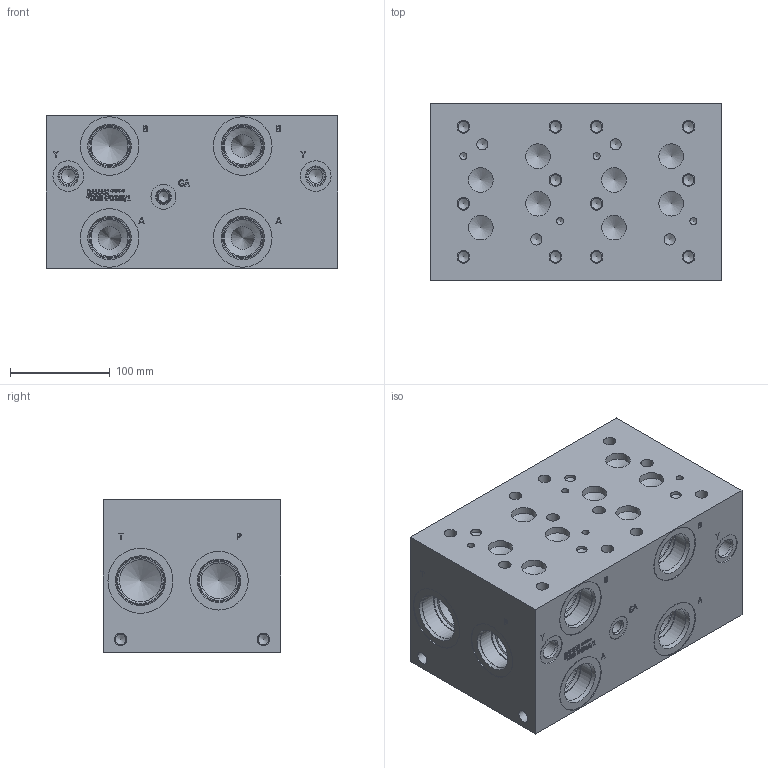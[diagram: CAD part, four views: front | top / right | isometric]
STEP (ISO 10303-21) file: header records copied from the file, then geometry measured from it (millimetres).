
FILE_DESCRIPTION(/* description */ (''),/* implementation_level */ '2;1');
FILE_NAME(/* name */ '_D08HP025S_1.stp',/* time_stamp */ '2021-07-13T12:07:06-04:00',/* author */ ('anthonyv'),/* organization */ (''),/* preprocessor_version */ 'ST-DEVELOPER v18.1',/* originating_system */ 'Autodesk Inventor 2021',/* authorisation */ '');
FILE_SCHEMA (('AUTOMOTIVE_DESIGN { 1 0 10303 214 3 1 1 }'));
Length unit declared in the file: millimetre
Products named in the file (1): Part_AD08HP025S_1_3D
Bounding box: 292.1 x 177.8 x 152.4 mm (x, y, z)
Volume: 7346463.9 mm3; surface area: 320599.6 mm2
Topology: 1 solids, 1 shells, 797 faces, 2167 edges, 1467 vertices
Faces by surface type: plane 435, bspline 166, cylinder 112, cone 84
Full cylindrical faces by diameter (mm): 7.137 x4, 9.525 x2, 9.881 x2, 10.719 x17, 11.125 x6, 12.395 x1, 12.7 x16, 12.9 x1, 14.275 x3, 14.529 x1, 17.501 x2, 19.05 x2, 19.253 x2, 21.285 x2, 24.613 x8, 25.019 x1, 30.632 x2, 35.712 x2, 36.906 x4, 39.218 x6, 41.275 x4, 41.28 x2, 41.758 x2, 42.062 x2, 43.51 x4, 45.568 x2, 47.625 x2, 48.057 x2, 58.572 x6, 65.126 x2
Entity records: 26441 total; most frequent: CARTESIAN_POINT 6545, ORIENTED_EDGE 4244, DIRECTION 3468, EDGE_CURVE 2122, VERTEX_POINT 1467, LINE 1376, VECTOR 1376, AXIS2_PLACEMENT_3D 1046
